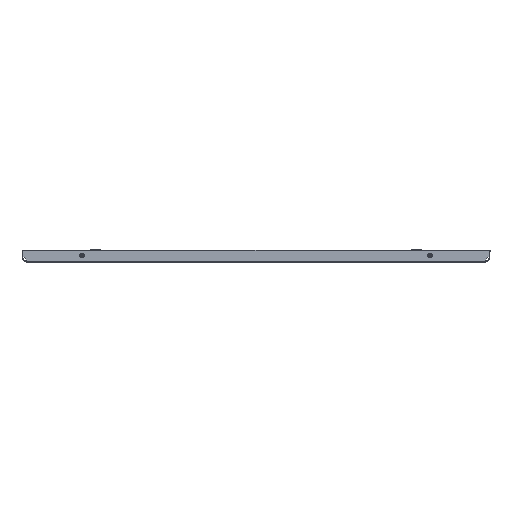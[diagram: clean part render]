
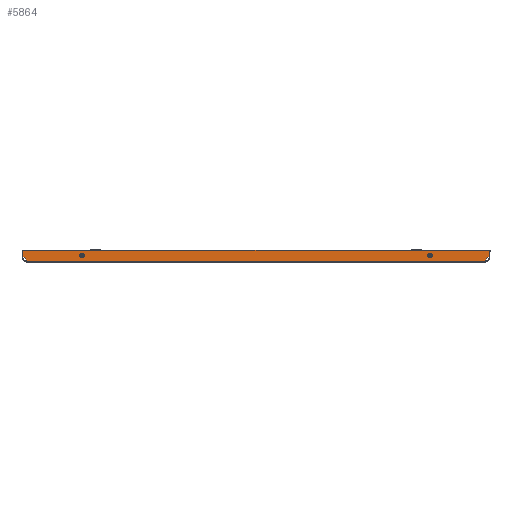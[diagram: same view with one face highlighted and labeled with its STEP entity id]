
A CAD part, front view. The second image highlights one B-rep face of the part: STEP entity #5864.
In plain terms, the highlighted planar face has unit normal (0, -1, 0).
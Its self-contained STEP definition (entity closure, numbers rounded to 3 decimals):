
#5864 = ADVANCED_FACE ( 'NONE', ( #29922, #29925, #29920 ), #8460, .F. ) ;
#6434 = DIRECTION ( 'NONE',  ( 0., 0., 1. ) ) ;
#6435 = DIRECTION ( 'NONE',  ( 0., -1., 0. ) ) ;
#6437 = CARTESIAN_POINT ( 'NONE',  ( -295.5, -677.5, 11. ) ) ;
#6438 = DIRECTION ( 'NONE',  ( 0., 0., 1. ) ) ;
#6439 = DIRECTION ( 'NONE',  ( 0., 1., 0. ) ) ;
#6447 = DIRECTION ( 'NONE',  ( -0.707, 0., -0.707 ) ) ;
#6449 = CARTESIAN_POINT ( 'NONE',  ( 295.5, -677.5, 11. ) ) ;
#6450 = DIRECTION ( 'NONE',  ( 0., 0., 1. ) ) ;
#6451 = CARTESIAN_POINT ( 'NONE',  ( -395.4, -677.5, 1.51 ) ) ;
#6453 = DIRECTION ( 'NONE',  ( 0.707, 0., -0.707 ) ) ;
#6454 = CARTESIAN_POINT ( 'NONE',  ( 5.801, -677.5, -380.996 ) ) ;
#6455 = DIRECTION ( 'NONE',  ( -1., 0., 0. ) ) ;
#6456 = CARTESIAN_POINT ( 'NONE',  ( -395.5, -677.5, 1.51 ) ) ;
#6457 = DIRECTION ( 'NONE',  ( 0., 0., 1. ) ) ;
#6458 = CARTESIAN_POINT ( 'NONE',  ( -401., -677.5, 14.504 ) ) ;
#6467 = DIRECTION ( 'NONE',  ( -1., 0., 0. ) ) ;
#6471 = CARTESIAN_POINT ( 'NONE',  ( 395.4, -677.5, 1.51 ) ) ;
#6487 = CARTESIAN_POINT ( 'NONE',  ( -395.5, -677.5, 20. ) ) ;
#6586 = CARTESIAN_POINT ( 'NONE',  ( -395.4, -677.5, 20. ) ) ;
#6627 = CARTESIAN_POINT ( 'NONE',  ( -395.4, -677.5, 8.9 ) ) ;
#6635 = CARTESIAN_POINT ( 'NONE',  ( -388.016, -677.5, 1.51 ) ) ;
#6701 = CARTESIAN_POINT ( 'NONE',  ( 388.016, -677.5, 1.51 ) ) ;
#6703 = CARTESIAN_POINT ( 'NONE',  ( 395.4, -677.5, 20. ) ) ;
#7766 = CARTESIAN_POINT ( 'NONE',  ( 295.5, -677.5, 15. ) ) ;
#7768 = CARTESIAN_POINT ( 'NONE',  ( 295.5, -677.5, 7. ) ) ;
#7972 = CARTESIAN_POINT ( 'NONE',  ( -295.5, -677.5, 7. ) ) ;
#7986 = CARTESIAN_POINT ( 'NONE',  ( -295.5, -677.5, 15. ) ) ;
#8460 = PLANE ( 'NONE',  #17573 ) ;
#8463 = CARTESIAN_POINT ( 'NONE',  ( -395.5, -677.5, 20. ) ) ;
#9594 = DIRECTION ( 'NONE',  ( 0., 0., 1. ) ) ;
#9595 = DIRECTION ( 'NONE',  ( 0., 1., 0. ) ) ;
#13605 = CARTESIAN_POINT ( 'NONE',  ( -295.5, -677.5, 11. ) ) ;
#13702 = DIRECTION ( 'NONE',  ( 0., 1., 0. ) ) ;
#14180 = CARTESIAN_POINT ( 'NONE',  ( 295.5, -677.5, 11. ) ) ;
#14328 = DIRECTION ( 'NONE',  ( 0., -1., 0. ) ) ;
#14570 = DIRECTION ( 'NONE',  ( 0., 0., 1. ) ) ;
#14638 = DIRECTION ( 'NONE',  ( 0., 0., 1. ) ) ;
#17118 = AXIS2_PLACEMENT_3D ( 'NONE', #6449, #6439, #6438 ) ;
#17130 = AXIS2_PLACEMENT_3D ( 'NONE', #6437, #6435, #6434 ) ;
#17573 = AXIS2_PLACEMENT_3D ( 'NONE', #8463, #9595, #9594 ) ;
#18549 = VERTEX_POINT ( 'NONE', #6703 ) ;
#18550 = VERTEX_POINT ( 'NONE', #6701 ) ;
#19459 = VERTEX_POINT ( 'NONE', #7986 ) ;
#19468 = VERTEX_POINT ( 'NONE', #7972 ) ;
#19593 = VERTEX_POINT ( 'NONE', #7768 ) ;
#19597 = VERTEX_POINT ( 'NONE', #7766 ) ;
#20823 = VERTEX_POINT ( 'NONE', #6635 ) ;
#20827 = VERTEX_POINT ( 'NONE', #6627 ) ;
#20841 = VERTEX_POINT ( 'NONE', #6586 ) ;
#20999 = AXIS2_PLACEMENT_3D ( 'NONE', #13605, #14328, #14570 ) ;
#21012 = AXIS2_PLACEMENT_3D ( 'NONE', #14180, #13702, #14638 ) ;
#21283 = EDGE_CURVE ( 'NONE', #18549, #20841, #29745, .T. ) ;
#21286 = EDGE_CURVE ( 'NONE', #32908, #18549, #29734, .T. ) ;
#21287 = EDGE_CURVE ( 'NONE', #18550, #20823, #29732, .T. ) ;
#21288 = EDGE_CURVE ( 'NONE', #20827, #20823, #29742, .T. ) ;
#21289 = EDGE_CURVE ( 'NONE', #20827, #20841, #29728, .T. ) ;
#21290 = EDGE_CURVE ( 'NONE', #32908, #18550, #29738, .T. ) ;
#21292 = EDGE_CURVE ( 'NONE', #19597, #19593, #29720, .T. ) ;
#21293 = EDGE_CURVE ( 'NONE', #19468, #19459, #29718, .T. ) ;
#23146 = ORIENTED_EDGE ( 'NONE', *, *, #21292, .T. ) ;
#23147 = ORIENTED_EDGE ( 'NONE', *, *, #21288, .T. ) ;
#23148 = ORIENTED_EDGE ( 'NONE', *, *, #21287, .F. ) ;
#23149 = ORIENTED_EDGE ( 'NONE', *, *, #21290, .F. ) ;
#23150 = ORIENTED_EDGE ( 'NONE', *, *, #21286, .T. ) ;
#23151 = ORIENTED_EDGE ( 'NONE', *, *, #21283, .T. ) ;
#23245 = ORIENTED_EDGE ( 'NONE', *, *, #32017, .T. ) ;
#23246 = ORIENTED_EDGE ( 'NONE', *, *, #21293, .F. ) ;
#23247 = ORIENTED_EDGE ( 'NONE', *, *, #32006, .F. ) ;
#23248 = ORIENTED_EDGE ( 'NONE', *, *, #21289, .F. ) ;
#23437 = EDGE_LOOP ( 'NONE', ( #23247, #23246 ) ) ;
#23585 = EDGE_LOOP ( 'NONE', ( #23146, #23245 ) ) ;
#23731 = EDGE_LOOP ( 'NONE', ( #23248, #23147, #23148, #23149, #23150, #23151 ) ) ;
#28105 = CIRCLE ( 'NONE', #21012, 4. ) ;
#28128 = CIRCLE ( 'NONE', #20999, 4. ) ;
#28557 = CARTESIAN_POINT ( 'NONE',  ( 395.4, -677.5, 8.9 ) ) ;
#29718 = CIRCLE ( 'NONE', #17130, 4. ) ;
#29720 = CIRCLE ( 'NONE', #17118, 4. ) ;
#29726 = VECTOR ( 'NONE', #6447, 1000. ) ;
#29727 = VECTOR ( 'NONE', #6450, 1000. ) ;
#29728 = LINE ( 'NONE', #6451, #29727 ) ;
#29730 = VECTOR ( 'NONE', #6453, 1000. ) ;
#29731 = VECTOR ( 'NONE', #6455, 1000. ) ;
#29732 = LINE ( 'NONE', #6456, #29731 ) ;
#29734 = LINE ( 'NONE', #6471, #29737 ) ;
#29737 = VECTOR ( 'NONE', #6457, 1000. ) ;
#29738 = LINE ( 'NONE', #6454, #29726 ) ;
#29739 = VECTOR ( 'NONE', #6467, 1000. ) ;
#29742 = LINE ( 'NONE', #6458, #29730 ) ;
#29745 = LINE ( 'NONE', #6487, #29739 ) ;
#29920 = FACE_BOUND ( 'NONE', #23437, .T. ) ;
#29922 = FACE_OUTER_BOUND ( 'NONE', #23731, .T. ) ;
#29925 = FACE_BOUND ( 'NONE', #23585, .T. ) ;
#32006 = EDGE_CURVE ( 'NONE', #19459, #19468, #28128, .T. ) ;
#32017 = EDGE_CURVE ( 'NONE', #19593, #19597, #28105, .T. ) ;
#32908 = VERTEX_POINT ( 'NONE', #28557 ) ;
